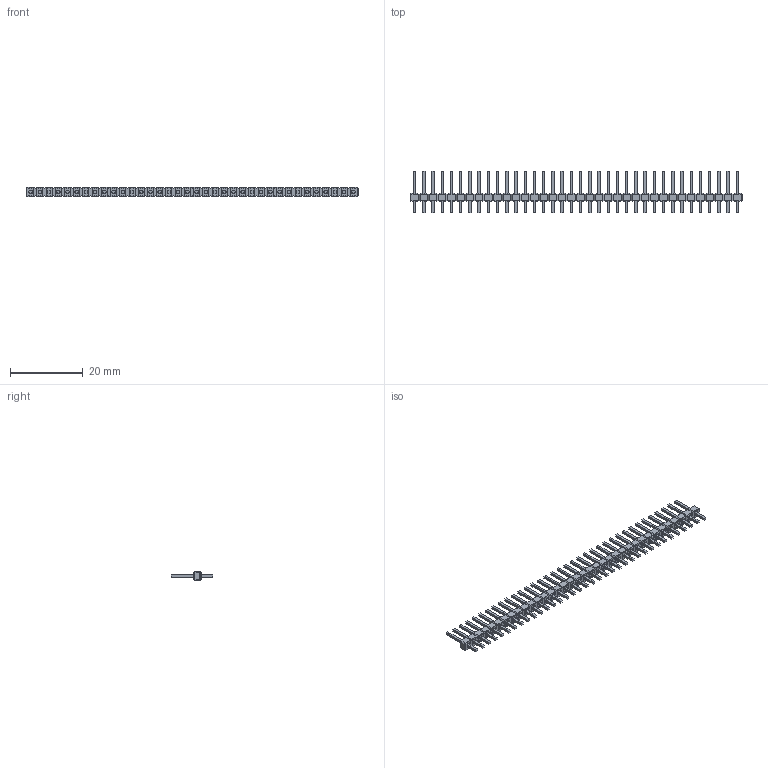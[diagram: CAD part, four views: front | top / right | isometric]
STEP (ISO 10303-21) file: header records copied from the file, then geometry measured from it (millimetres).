
FILE_DESCRIPTION((''),'2;1');
FILE_NAME('022284363','2007-11-26T',('gga'),(''),'PRO/ENGINEER BY PARAMETRIC TECHNOLOGY CORPORATION, 2003451','PRO/ENGINEER BY PARAMETRIC TECHNOLOGY CORPORATION, 2003451','');
FILE_SCHEMA(('CONFIG_CONTROL_DESIGN'));
Length unit declared in the file: inch
Products named in the file (1): 022284363
Bounding box: 91.44 x 11.56 x 2.49 mm (x, y, z)
Volume: 588.7 mm3; surface area: 1937.4 mm2
Topology: 1 solids, 1 shells, 1600 faces, 4206 edges, 2820 vertices
Faces by surface type: plane 1456, cylinder 144
Entity records: 48547 total; most frequent: CARTESIAN_POINT 8556, ORIENTED_EDGE 8268, DIRECTION 7770, EDGE_CURVE 4134, VECTOR 3846, LINE 3846, VERTEX_POINT 2748, AXIS2_PLACEMENT_3D 1962
